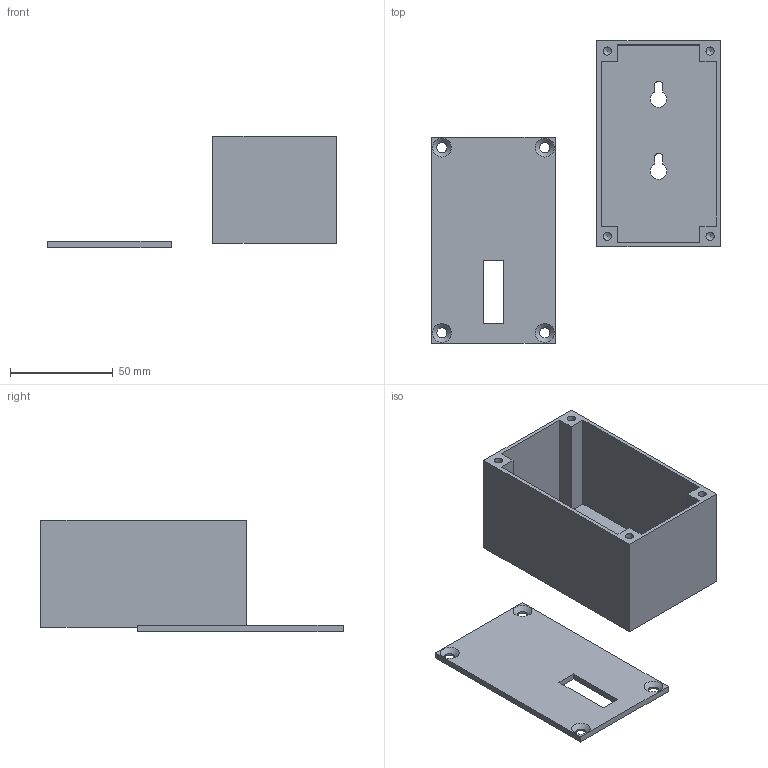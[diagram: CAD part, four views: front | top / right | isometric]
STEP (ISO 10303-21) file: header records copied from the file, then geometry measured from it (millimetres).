
FILE_DESCRIPTION(/* description */ (''),/* implementation_level */ '2;1');
FILE_NAME(/* name */ 'Curtain Opener Box v17.step',/* time_stamp */ '2020-09-23T12:27:28+02:00',/* author */ (''),/* organization */ (''),/* preprocessor_version */ 'ST-DEVELOPER v18.1',/* originating_system */ 'Autodesk Translation Framework v9.3.0.1241',/* authorisation */ '');
FILE_SCHEMA (('AUTOMOTIVE_DESIGN { 1 0 10303 214 3 1 1 }'));
Length unit declared in the file: millimetre
Products named in the file (1): Curtain Opener Box
Bounding box: 140.29 x 146.83 x 54 mm (x, y, z)
Volume: 71378.8 mm3; surface area: 56983.6 mm2
Topology: 2 solids, 2 shells, 61 faces, 160 edges, 104 vertices
Faces by surface type: plane 37, cylinder 16, cone 8
Full cylindrical faces by diameter (mm): 4 x4, 5 x4, 8 x2
Entity records: 1914 total; most frequent: CARTESIAN_POINT 322, DIRECTION 316, ORIENTED_EDGE 312, EDGE_CURVE 156, LINE 120, VECTOR 120, VERTEX_POINT 104, AXIS2_PLACEMENT_3D 98
